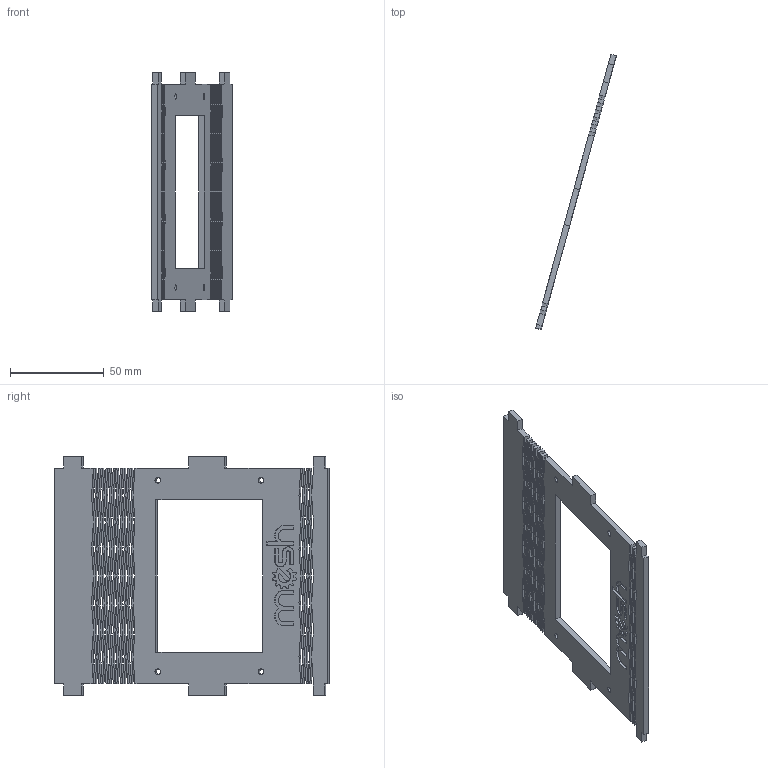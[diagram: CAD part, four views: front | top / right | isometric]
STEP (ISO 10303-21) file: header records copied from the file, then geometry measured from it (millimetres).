
FILE_DESCRIPTION(/* description */ (''),/* implementation_level */ '2;1');
FILE_NAME(/* name */ 'Controler_smooth.step',/* time_stamp */ '2017-11-06T16:36:39+11:00',/* author */ ('webmaster0zero'),/* organization */ (''),/* preprocessor_version */ 'ST-DEVELOPER v16.13',/* originating_system */ 'Autodesk Translation Framework v6.5.0.72',/* authorisation */ '');
FILE_SCHEMA (('AUTOMOTIVE_DESIGN { 1 0 10303 214 3 1 1 }'));
Length unit declared in the file: millimetre
Products named in the file (2): MESHmaker_asm; Controler_smooth
Assembly tree (1 placements, depth 2):
  MESHmaker_asm
    Controler_smooth
Bounding box: 42.93 x 146.39 x 127 mm (x, y, z)
Volume: 33538.9 mm3; surface area: 35817.9 mm2
Topology: 1 solids, 1 shells, 385 faces, 1137 edges, 758 vertices
Faces by surface type: plane 353, cylinder 32
Full cylindrical faces by diameter (mm): 3.1 x4
Entity records: 12939 total; most frequent: CARTESIAN_POINT 2283, ORIENTED_EDGE 2274, DIRECTION 1977, EDGE_CURVE 1137, LINE 1073, VECTOR 1073, VERTEX_POINT 758, EDGE_LOOP 511
